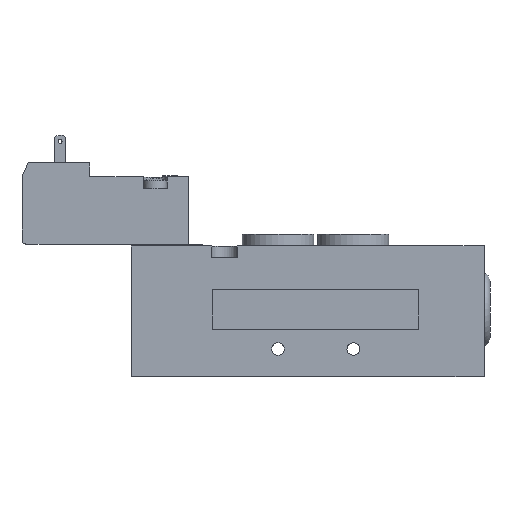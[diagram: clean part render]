
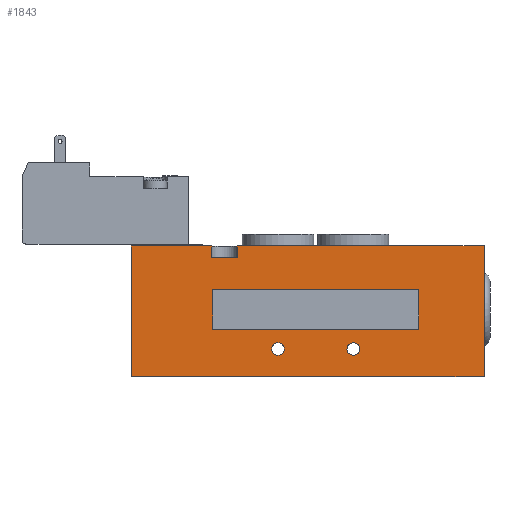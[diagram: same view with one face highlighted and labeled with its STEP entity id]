
A CAD part, top view. The second image highlights one B-rep face of the part: STEP entity #1843.
In plain terms, the highlighted planar face has unit normal (0, 0, 1).
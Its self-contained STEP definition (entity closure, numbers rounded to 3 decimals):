
#120=CARTESIAN_POINT('',(-7.9,-10.,9.25));
#121=VERTEX_POINT('',#120);
#122=CARTESIAN_POINT('',(-9.5,-10.,9.25));
#123=DIRECTION('',(0.0,0.0,-1.0));
#124=DIRECTION('',(1.0,0.0,0.0));
#125=AXIS2_PLACEMENT_3D('',#122,#123,#124);
#126=CIRCLE('',#125,1.6);
#127=EDGE_CURVE('',#121,#121,#126,.T.);
#169=CARTESIAN_POINT('',(11.1,-10.,9.25));
#170=VERTEX_POINT('',#169);
#171=CARTESIAN_POINT('',(9.5,-10.,9.25));
#172=DIRECTION('',(0.0,0.0,-1.0));
#173=DIRECTION('',(1.0,0.0,0.0));
#174=AXIS2_PLACEMENT_3D('',#171,#172,#173);
#175=CIRCLE('',#174,1.6);
#176=EDGE_CURVE('',#170,#170,#175,.T.);
#444=CARTESIAN_POINT('',(-46.5,-17.,9.25));
#445=VERTEX_POINT('',#444);
#454=CARTESIAN_POINT('',(-46.5,16.,9.25));
#455=VERTEX_POINT('',#454);
#456=CARTESIAN_POINT('',(-46.5,16.,9.25));
#457=DIRECTION('',(0.0,-1.0,0.0));
#458=VECTOR('',#457,33.0);
#459=LINE('',#456,#458);
#460=EDGE_CURVE('',#455,#445,#459,.T.);
#767=CARTESIAN_POINT('',(42.5,0.0,9.25));
#768=VERTEX_POINT('',#767);
#811=CARTESIAN_POINT('',(42.5,16.,9.25));
#812=VERTEX_POINT('',#811);
#819=CARTESIAN_POINT('',(42.5,0.0,9.25));
#820=DIRECTION('',(0.0,1.0,0.0));
#821=VECTOR('',#820,16.);
#822=LINE('',#819,#821);
#823=EDGE_CURVE('',#768,#812,#822,.T.);
#834=CARTESIAN_POINT('',(42.5,-17.,9.25));
#835=VERTEX_POINT('',#834);
#836=CARTESIAN_POINT('',(42.5,-17.,9.25));
#837=DIRECTION('',(0.0,1.0,0.0));
#838=VECTOR('',#837,17.);
#839=LINE('',#836,#838);
#840=EDGE_CURVE('',#835,#768,#839,.T.);
#1288=CARTESIAN_POINT('',(26.0,-5.,9.25));
#1289=VERTEX_POINT('',#1288);
#1296=CARTESIAN_POINT('',(26.0,5.,9.25));
#1297=VERTEX_POINT('',#1296);
#1298=CARTESIAN_POINT('',(26.0,5.,9.25));
#1299=DIRECTION('',(0.0,-1.0,0.0));
#1300=VECTOR('',#1299,10.);
#1301=LINE('',#1298,#1300);
#1302=EDGE_CURVE('',#1297,#1289,#1301,.T.);
#1507=CARTESIAN_POINT('',(-19.75,13.0,9.25));
#1508=VERTEX_POINT('',#1507);
#1517=CARTESIAN_POINT('',(-19.75,16.,9.25));
#1518=VERTEX_POINT('',#1517);
#1519=CARTESIAN_POINT('',(-19.75,16.,9.25));
#1520=DIRECTION('',(0.0,-1.0,0.0));
#1521=VECTOR('',#1520,3.);
#1522=LINE('',#1519,#1521);
#1523=EDGE_CURVE('',#1518,#1508,#1522,.T.);
#1580=CARTESIAN_POINT('',(-26.25,13.0,9.25));
#1581=VERTEX_POINT('',#1580);
#1589=CARTESIAN_POINT('',(-26.25,16.,9.25));
#1590=VERTEX_POINT('',#1589);
#1597=CARTESIAN_POINT('',(-26.25,13.0,9.25));
#1598=DIRECTION('',(0.0,1.0,0.0));
#1599=VECTOR('',#1598,3.);
#1600=LINE('',#1597,#1599);
#1601=EDGE_CURVE('',#1581,#1590,#1600,.T.);
#1614=CARTESIAN_POINT('',(-19.75,13.0,9.25));
#1615=DIRECTION('',(-1.0,0.0,0.0));
#1616=VECTOR('',#1615,6.5);
#1617=LINE('',#1614,#1616);
#1618=EDGE_CURVE('',#1508,#1581,#1617,.T.);
#1676=CARTESIAN_POINT('',(-26.0,-5.,9.25));
#1677=VERTEX_POINT('',#1676);
#1684=CARTESIAN_POINT('',(26.0,-5.,9.25));
#1685=DIRECTION('',(-1.0,0.0,0.0));
#1686=VECTOR('',#1685,52.0);
#1687=LINE('',#1684,#1686);
#1688=EDGE_CURVE('',#1289,#1677,#1687,.T.);
#1700=CARTESIAN_POINT('',(-26.0,5.,9.25));
#1701=VERTEX_POINT('',#1700);
#1708=CARTESIAN_POINT('',(-26.0,-5.,9.25));
#1709=DIRECTION('',(0.0,1.0,0.0));
#1710=VECTOR('',#1709,10.);
#1711=LINE('',#1708,#1710);
#1712=EDGE_CURVE('',#1677,#1701,#1711,.T.);
#1725=CARTESIAN_POINT('',(-26.0,5.,9.25));
#1726=DIRECTION('',(1.0,0.0,0.0));
#1727=VECTOR('',#1726,52.0);
#1728=LINE('',#1725,#1727);
#1729=EDGE_CURVE('',#1701,#1297,#1728,.T.);
#1743=CARTESIAN_POINT('',(-46.5,16.,9.25));
#1744=DIRECTION('',(1.0,0.0,0.0));
#1745=VECTOR('',#1744,20.25);
#1746=LINE('',#1743,#1745);
#1747=EDGE_CURVE('',#455,#1590,#1746,.T.);
#1752=CARTESIAN_POINT('',(-19.75,16.,9.25));
#1753=DIRECTION('',(1.0,0.0,0.0));
#1754=VECTOR('',#1753,62.25);
#1755=LINE('',#1752,#1754);
#1756=EDGE_CURVE('',#1518,#812,#1755,.T.);
#1788=CARTESIAN_POINT('',(42.5,-17.,9.25));
#1789=DIRECTION('',(-1.0,0.0,0.0));
#1790=VECTOR('',#1789,89.);
#1791=LINE('',#1788,#1790);
#1792=EDGE_CURVE('',#835,#445,#1791,.T.);
#1815=CARTESIAN_POINT('',(0.,-0.5,9.25));
#1816=DIRECTION('',(0.0,0.0,1.0));
#1817=DIRECTION('',(1.0,0.0,0.0));
#1818=AXIS2_PLACEMENT_3D('',#1815,#1816,#1817);
#1819=PLANE('',#1818);
#1820=ORIENTED_EDGE('',*,*,#1601,.T.);
#1821=ORIENTED_EDGE('',*,*,#1747,.F.);
#1822=ORIENTED_EDGE('',*,*,#460,.T.);
#1823=ORIENTED_EDGE('',*,*,#1792,.F.);
#1824=ORIENTED_EDGE('',*,*,#840,.T.);
#1825=ORIENTED_EDGE('',*,*,#823,.T.);
#1826=ORIENTED_EDGE('',*,*,#1756,.F.);
#1827=ORIENTED_EDGE('',*,*,#1523,.T.);
#1828=ORIENTED_EDGE('',*,*,#1618,.T.);
#1829=EDGE_LOOP('',(#1820,#1821,#1822,#1823,#1824,#1825,#1826,#1827,#1828));
#1830=FACE_OUTER_BOUND('',#1829,.T.);
#1831=ORIENTED_EDGE('',*,*,#127,.T.);
#1832=EDGE_LOOP('',(#1831));
#1833=FACE_BOUND('',#1832,.T.);
#1834=ORIENTED_EDGE('',*,*,#176,.T.);
#1835=EDGE_LOOP('',(#1834));
#1836=FACE_BOUND('',#1835,.T.);
#1837=ORIENTED_EDGE('',*,*,#1688,.T.);
#1838=ORIENTED_EDGE('',*,*,#1712,.T.);
#1839=ORIENTED_EDGE('',*,*,#1729,.T.);
#1840=ORIENTED_EDGE('',*,*,#1302,.T.);
#1841=EDGE_LOOP('',(#1837,#1838,#1839,#1840));
#1842=FACE_BOUND('',#1841,.T.);
#1843=ADVANCED_FACE('',(#1830,#1833,#1836,#1842),#1819,.T.);
